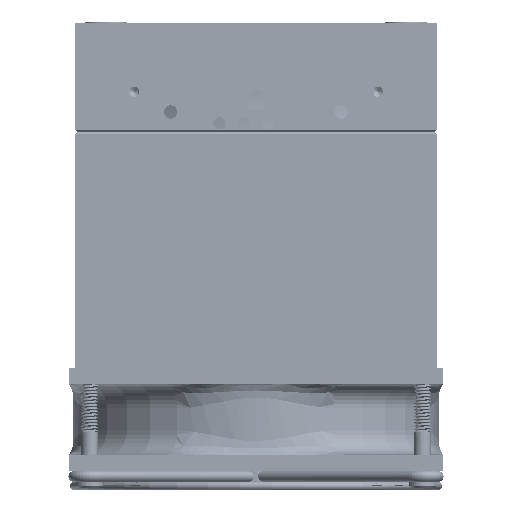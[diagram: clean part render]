
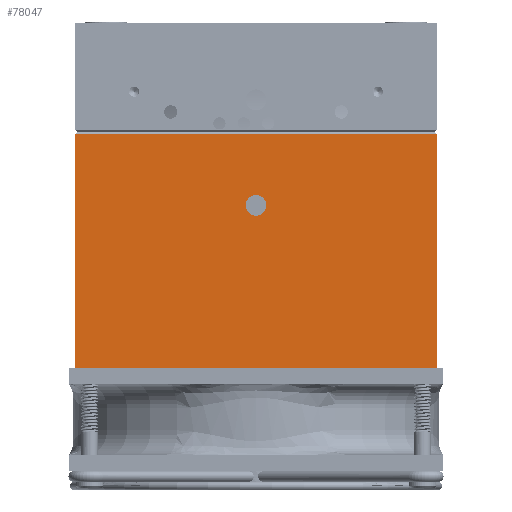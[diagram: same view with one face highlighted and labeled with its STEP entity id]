
A CAD part, left-side view. The second image highlights one B-rep face of the part: STEP entity #78047.
In plain terms, the highlighted planar face has unit normal (-1, 0, 0).
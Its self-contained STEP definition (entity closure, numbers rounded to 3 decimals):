
#8984 = DIRECTION ( 'NONE',  ( 0., 1., 0. ) ) ;
#9991 = VERTEX_POINT ( 'NONE', #82035 ) ;
#14389 = EDGE_CURVE ( 'NONE', #35491, #119246, #136877, .T. ) ;
#16246 = EDGE_LOOP ( 'NONE', ( #126639, #79007, #92870, #75605 ) ) ;
#17114 = CARTESIAN_POINT ( 'NONE',  ( 3.941, 91.023, 25.382 ) ) ;
#24547 = AXIS2_PLACEMENT_3D ( 'NONE', #137014, #125344, #26474 ) ;
#26474 = DIRECTION ( 'NONE',  ( 0., 0., 1. ) ) ;
#30826 = DIRECTION ( 'NONE',  ( 0., 0., 1. ) ) ;
#34608 = CARTESIAN_POINT ( 'NONE',  ( 3.941, 2.023, -27.618 ) ) ;
#35491 = VERTEX_POINT ( 'NONE', #34608 ) ;
#41155 = CARTESIAN_POINT ( 'NONE',  ( 3.941, 91.023, 29.882 ) ) ;
#45085 = VECTOR ( 'NONE', #8984, 1000. ) ;
#45590 = LINE ( 'NONE', #41155, #68647 ) ;
#51354 = DIRECTION ( 'NONE',  ( 0., 0., 1. ) ) ;
#52492 = EDGE_CURVE ( 'NONE', #135006, #144809, #54363, .T. ) ;
#53576 = AXIS2_PLACEMENT_3D ( 'NONE', #126137, #138856, #51354 ) ;
#54363 = CIRCLE ( 'NONE', #24547, 2.553 ) ;
#59625 = AXIS2_PLACEMENT_3D ( 'NONE', #17114, #127104, #102607 ) ;
#61112 = DIRECTION ( 'NONE',  ( 0., 0., 1. ) ) ;
#67224 = CARTESIAN_POINT ( 'NONE',  ( 3.941, 46.523, 14.935 ) ) ;
#68647 = VECTOR ( 'NONE', #79091, 1000. ) ;
#70405 = CARTESIAN_POINT ( 'NONE',  ( 3.941, 91.023, -27.618 ) ) ;
#75263 = EDGE_CURVE ( 'NONE', #35491, #132364, #96302, .T. ) ;
#75605 = ORIENTED_EDGE ( 'NONE', *, *, #14389, .F. ) ;
#77464 = PLANE ( 'NONE',  #59625 ) ;
#78047 = ADVANCED_FACE ( 'NONE', ( #148283, #104476 ), #77464, .T. ) ;
#79007 = ORIENTED_EDGE ( 'NONE', *, *, #116166, .T. ) ;
#79091 = DIRECTION ( 'NONE',  ( 0., 1., 0. ) ) ;
#82035 = CARTESIAN_POINT ( 'NONE',  ( 3.941, 91.023, 29.882 ) ) ;
#85734 = CARTESIAN_POINT ( 'NONE',  ( 3.941, 91.023, 25.382 ) ) ;
#87276 = EDGE_LOOP ( 'NONE', ( #148456, #105478 ) ) ;
#87634 = EDGE_CURVE ( 'NONE', #144809, #135006, #103113, .T. ) ;
#92870 = ORIENTED_EDGE ( 'NONE', *, *, #98526, .F. ) ;
#96302 = LINE ( 'NONE', #130709, #157354 ) ;
#98526 = EDGE_CURVE ( 'NONE', #119246, #9991, #111085, .T. ) ;
#102607 = DIRECTION ( 'NONE',  ( 0., -1., 0. ) ) ;
#103113 = CIRCLE ( 'NONE', #53576, 2.553 ) ;
#104476 = FACE_OUTER_BOUND ( 'NONE', #16246, .T. ) ;
#105478 = ORIENTED_EDGE ( 'NONE', *, *, #87634, .F. ) ;
#107289 = VECTOR ( 'NONE', #61112, 1000. ) ;
#111085 = LINE ( 'NONE', #85734, #107289 ) ;
#113887 = CARTESIAN_POINT ( 'NONE',  ( 3.941, 46.523, 9.83 ) ) ;
#116166 = EDGE_CURVE ( 'NONE', #132364, #9991, #45590, .T. ) ;
#119246 = VERTEX_POINT ( 'NONE', #149195 ) ;
#121959 = CARTESIAN_POINT ( 'NONE',  ( 3.941, 2.023, 29.882 ) ) ;
#125344 = DIRECTION ( 'NONE',  ( -1., 0., 0. ) ) ;
#126137 = CARTESIAN_POINT ( 'NONE',  ( 3.941, 46.523, 12.382 ) ) ;
#126639 = ORIENTED_EDGE ( 'NONE', *, *, #75263, .T. ) ;
#127104 = DIRECTION ( 'NONE',  ( -1., 0., 0. ) ) ;
#130709 = CARTESIAN_POINT ( 'NONE',  ( 3.941, 2.023, 25.382 ) ) ;
#132364 = VERTEX_POINT ( 'NONE', #121959 ) ;
#135006 = VERTEX_POINT ( 'NONE', #67224 ) ;
#136877 = LINE ( 'NONE', #70405, #45085 ) ;
#137014 = CARTESIAN_POINT ( 'NONE',  ( 3.941, 46.523, 12.382 ) ) ;
#138856 = DIRECTION ( 'NONE',  ( -1., 0., 0. ) ) ;
#144809 = VERTEX_POINT ( 'NONE', #113887 ) ;
#148283 = FACE_BOUND ( 'NONE', #87276, .T. ) ;
#148456 = ORIENTED_EDGE ( 'NONE', *, *, #52492, .F. ) ;
#149195 = CARTESIAN_POINT ( 'NONE',  ( 3.941, 91.023, -27.618 ) ) ;
#157354 = VECTOR ( 'NONE', #30826, 1000. ) ;
